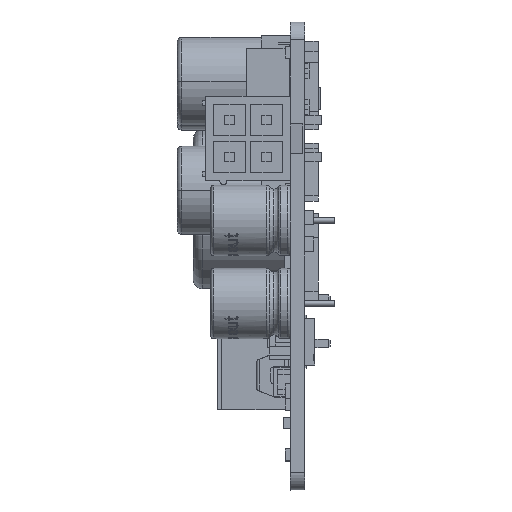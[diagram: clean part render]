
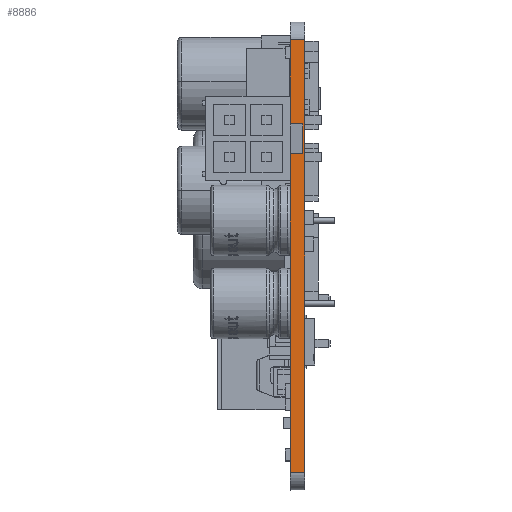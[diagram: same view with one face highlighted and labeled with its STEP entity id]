
A CAD part, left-side view. The second image highlights one B-rep face of the part: STEP entity #8886.
In plain terms, the highlighted planar face has unit normal (-1, 0, 0).
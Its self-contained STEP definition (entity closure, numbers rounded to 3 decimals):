
#803 = CARTESIAN_POINT ( 'NONE',  ( 0., -0.84, -51. ) ) ;
#2325 = ORIENTED_EDGE ( 'NONE', *, *, #41426, .F. ) ;
#2433 = VECTOR ( 'NONE', #21045, 1000. ) ;
#2701 = CARTESIAN_POINT ( 'NONE',  ( 0., 0.757, -51. ) ) ;
#3723 = DIRECTION ( 'NONE',  ( 0., -1., 0. ) ) ;
#4070 = CARTESIAN_POINT ( 'NONE',  ( 0., 0.757, -51. ) ) ;
#4138 = FACE_OUTER_BOUND ( 'NONE', #38642, .T. ) ;
#4937 = ORIENTED_EDGE ( 'NONE', *, *, #24410, .T. ) ;
#5811 = VECTOR ( 'NONE', #8751, 1000. ) ;
#5898 = DIRECTION ( 'NONE',  ( 0., 0., 1. ) ) ;
#6205 = LINE ( 'NONE', #2701, #19576 ) ;
#8323 = VECTOR ( 'NONE', #21693, 1000. ) ;
#8751 = DIRECTION ( 'NONE',  ( 0., 0., 1. ) ) ;
#8886 = ADVANCED_FACE ( 'NONE', ( #4138 ), #27111, .F. ) ;
#9371 = LINE ( 'NONE', #39710, #10875 ) ;
#10027 = CARTESIAN_POINT ( 'NONE',  ( 0., 0.757, -51. ) ) ;
#10824 = CARTESIAN_POINT ( 'NONE',  ( 0., 0.757, -18. ) ) ;
#10875 = VECTOR ( 'NONE', #20152, 1000. ) ;
#12805 = VERTEX_POINT ( 'NONE', #24403 ) ;
#14838 = AXIS2_PLACEMENT_3D ( 'NONE', #10027, #23371, #30018 ) ;
#15219 = CARTESIAN_POINT ( 'NONE',  ( 0., 0.757, -51. ) ) ;
#16497 = VERTEX_POINT ( 'NONE', #17250 ) ;
#16871 = LINE ( 'NONE', #39705, #40041 ) ;
#17250 = CARTESIAN_POINT ( 'NONE',  ( 0., 0.757, -2. ) ) ;
#17334 = EDGE_CURVE ( 'NONE', #12805, #16497, #9371, .T. ) ;
#17880 = CARTESIAN_POINT ( 'NONE',  ( 0., -0.84, -2. ) ) ;
#19576 = VECTOR ( 'NONE', #5898, 1000. ) ;
#20152 = DIRECTION ( 'NONE',  ( 0., 0., 1. ) ) ;
#21045 = DIRECTION ( 'NONE',  ( 0., 0., -1. ) ) ;
#21693 = DIRECTION ( 'NONE',  ( 0., -1., 0. ) ) ;
#22018 = VERTEX_POINT ( 'NONE', #38339 ) ;
#23371 = DIRECTION ( 'NONE',  ( 1., 0., 0. ) ) ;
#23469 = ORIENTED_EDGE ( 'NONE', *, *, #23523, .F. ) ;
#23523 = EDGE_CURVE ( 'NONE', #33253, #12805, #34134, .T. ) ;
#24403 = CARTESIAN_POINT ( 'NONE',  ( 0., 0.757, -8.4 ) ) ;
#24410 = EDGE_CURVE ( 'NONE', #40362, #28244, #34550, .T. ) ;
#25051 = EDGE_CURVE ( 'NONE', #40362, #33253, #6205, .T. ) ;
#26663 = LINE ( 'NONE', #17880, #2433 ) ;
#27111 = PLANE ( 'NONE',  #14838 ) ;
#28244 = VERTEX_POINT ( 'NONE', #803 ) ;
#30018 = DIRECTION ( 'NONE',  ( 0., 0., -1. ) ) ;
#32383 = ORIENTED_EDGE ( 'NONE', *, *, #41819, .F. ) ;
#33253 = VERTEX_POINT ( 'NONE', #10824 ) ;
#34134 = LINE ( 'NONE', #34881, #5811 ) ;
#34550 = LINE ( 'NONE', #15219, #8323 ) ;
#34881 = CARTESIAN_POINT ( 'NONE',  ( 0., 0.757, -51. ) ) ;
#36911 = ORIENTED_EDGE ( 'NONE', *, *, #17334, .F. ) ;
#37608 = ORIENTED_EDGE ( 'NONE', *, *, #25051, .F. ) ;
#38339 = CARTESIAN_POINT ( 'NONE',  ( 0., -0.84, -2. ) ) ;
#38642 = EDGE_LOOP ( 'NONE', ( #4937, #2325, #32383, #36911, #23469, #37608 ) ) ;
#39705 = CARTESIAN_POINT ( 'NONE',  ( 0., 0.757, -2. ) ) ;
#39710 = CARTESIAN_POINT ( 'NONE',  ( 0., 0.757, -51. ) ) ;
#40041 = VECTOR ( 'NONE', #3723, 1000. ) ;
#40362 = VERTEX_POINT ( 'NONE', #4070 ) ;
#41426 = EDGE_CURVE ( 'NONE', #22018, #28244, #26663, .T. ) ;
#41819 = EDGE_CURVE ( 'NONE', #16497, #22018, #16871, .T. ) ;
